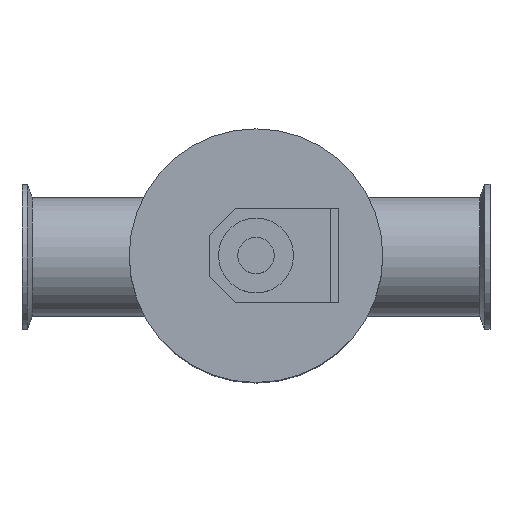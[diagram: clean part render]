
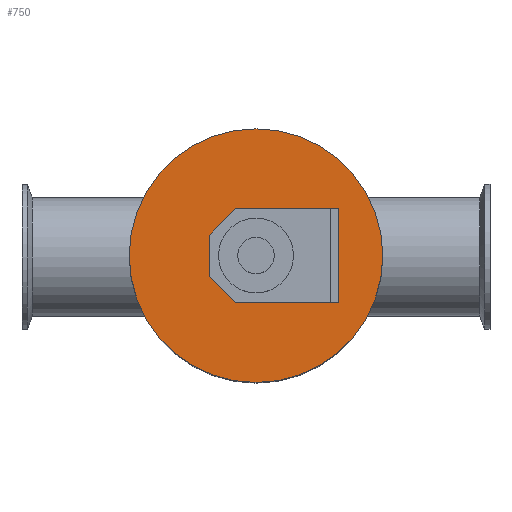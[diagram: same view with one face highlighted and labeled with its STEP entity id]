
A CAD part, top view. The second image highlights one B-rep face of the part: STEP entity #750.
In plain terms, the highlighted planar face has unit normal (0, 0, 1).
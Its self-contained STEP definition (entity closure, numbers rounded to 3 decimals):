
#182=FACE_OUTER_BOUND('',#246,.T.);
#246=EDGE_LOOP('',(#545));
#313=CIRCLE('',#887,67.75);
#363=VERTEX_POINT('',#1291);
#431=EDGE_CURVE('',#363,#363,#313,.T.);
#545=ORIENTED_EDGE('',*,*,#431,.F.);
#715=PLANE('',#886);
#750=ADVANCED_FACE('',(#182),#715,.T.);
#886=AXIS2_PLACEMENT_3D('',#1290,#1035,#1036);
#887=AXIS2_PLACEMENT_3D('',#1292,#1037,#1038);
#1035=DIRECTION('center_axis',(0.,0.,1.));
#1036=DIRECTION('ref_axis',(1.,0.,0.));
#1037=DIRECTION('center_axis',(0.,0.,-1.));
#1038=DIRECTION('ref_axis',(-1.,0.,0.));
#1290=CARTESIAN_POINT('Origin',(-33.875,0.,351.25));
#1291=CARTESIAN_POINT('',(67.75,0.,351.25));
#1292=CARTESIAN_POINT('Origin',(0.,0.,351.25));
